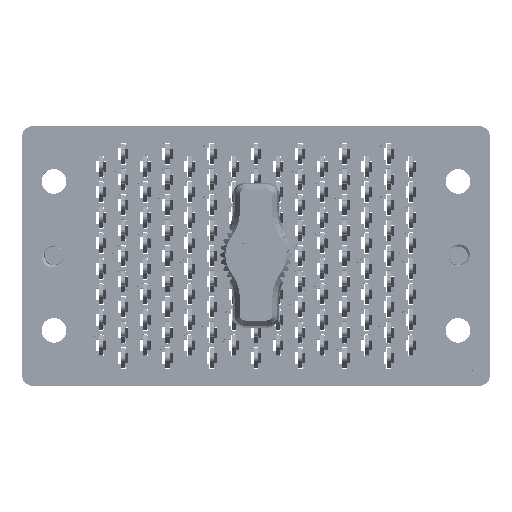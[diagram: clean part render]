
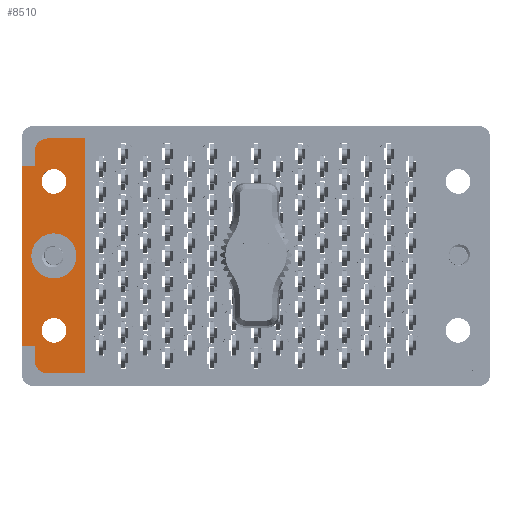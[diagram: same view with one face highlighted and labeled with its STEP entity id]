
A CAD part, top view. The second image highlights one B-rep face of the part: STEP entity #8510.
In plain terms, the highlighted planar face has unit normal (0, 0, 1).
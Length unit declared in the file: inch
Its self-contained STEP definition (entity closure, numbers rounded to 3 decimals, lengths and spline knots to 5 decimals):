
#719 = VECTOR ( 'NONE', #13333, 39.37008 ) ;
#4707 = CARTESIAN_POINT ( 'NONE',  ( -1.1875, -0.4375, -0.117 ) ) ;
#4954 = VERTEX_POINT ( 'NONE', #94284 ) ;
#6437 = CARTESIAN_POINT ( 'NONE',  ( -1.1875, -0.4375, -0.117 ) ) ;
#8510 = ADVANCED_FACE ( 'NONE', ( #85905, #14087, #98615, #43662 ), #8511, .T. ) ;
#8511 = PLANE ( 'NONE',  #111667 ) ;
#8804 = DIRECTION ( 'NONE',  ( 0., 0., 1. ) ) ;
#8903 = VERTEX_POINT ( 'NONE', #98912 ) ;
#12674 = CARTESIAN_POINT ( 'NONE',  ( -1.26, -0.4375, -0.117 ) ) ;
#13333 = DIRECTION ( 'NONE',  ( 0., -1., 0. ) ) ;
#13430 = EDGE_CURVE ( 'NONE', #84348, #8903, #18609, .T. ) ;
#14087 = FACE_BOUND ( 'NONE', #35215, .T. ) ;
#14495 = ORIENTED_EDGE ( 'NONE', *, *, #67887, .T. ) ;
#15521 = DIRECTION ( 'NONE',  ( 1., 0., 0. ) ) ;
#16903 = ORIENTED_EDGE ( 'NONE', *, *, #74570, .F. ) ;
#17935 = CARTESIAN_POINT ( 'NONE',  ( -1.005, 0.7625, -0.117 ) ) ;
#18609 = CIRCLE ( 'NONE', #47248, 0.0725 ) ;
#19751 = VECTOR ( 'NONE', #81772, 39.37008 ) ;
#19845 = DIRECTION ( 'NONE',  ( 0., 0., 1. ) ) ;
#21298 = ORIENTED_EDGE ( 'NONE', *, *, #65968, .F. ) ;
#21737 = ORIENTED_EDGE ( 'NONE', *, *, #96129, .F. ) ;
#22685 = CARTESIAN_POINT ( 'NONE',  ( -1.32, 0., -0.117 ) ) ;
#23192 = DIRECTION ( 'NONE',  ( 1., 0., 0. ) ) ;
#23293 = DIRECTION ( 'NONE',  ( 1., 0., 0. ) ) ;
#23594 = ORIENTED_EDGE ( 'NONE', *, *, #13430, .F. ) ;
#23666 = DIRECTION ( 'NONE',  ( 0., 0., 1. ) ) ;
#23968 = VERTEX_POINT ( 'NONE', #97642 ) ;
#24394 = VERTEX_POINT ( 'NONE', #22685 ) ;
#24611 = LINE ( 'NONE', #57436, #719 ) ;
#25155 = DIRECTION ( 'NONE',  ( 1., 0., 0. ) ) ;
#27935 = DIRECTION ( 'NONE',  ( -1., 0., 0. ) ) ;
#28218 = CARTESIAN_POINT ( 'NONE',  ( -1.3, -0.615, -0.117 ) ) ;
#28407 = EDGE_CURVE ( 'NONE', #56186, #56937, #111092, .T. ) ;
#29183 = CARTESIAN_POINT ( 'NONE',  ( -1.1875, 0., -0.117 ) ) ;
#29581 = VERTEX_POINT ( 'NONE', #12674 ) ;
#30163 = VERTEX_POINT ( 'NONE', #30612 ) ;
#30612 = CARTESIAN_POINT ( 'NONE',  ( -1.225, -0.69, -0.117 ) ) ;
#31623 = LINE ( 'NONE', #17935, #45640 ) ;
#31649 = DIRECTION ( 'NONE',  ( 1., 0., 0. ) ) ;
#35215 = EDGE_LOOP ( 'NONE', ( #72615, #64410 ) ) ;
#36397 = AXIS2_PLACEMENT_3D ( 'NONE', #29183, #75577, #65037 ) ;
#36668 = EDGE_CURVE ( 'NONE', #29581, #4954, #97000, .T. ) ;
#37764 = CARTESIAN_POINT ( 'NONE',  ( -1.375, -0.5285, -0.117 ) ) ;
#37960 = CIRCLE ( 'NONE', #36397, 0.1325 ) ;
#40866 = CARTESIAN_POINT ( 'NONE',  ( -1.225, 0.69, -0.117 ) ) ;
#41246 = VERTEX_POINT ( 'NONE', #104652 ) ;
#42457 = ORIENTED_EDGE ( 'NONE', *, *, #105981, .T. ) ;
#42987 = AXIS2_PLACEMENT_3D ( 'NONE', #106779, #8804, #105992 ) ;
#43443 = ORIENTED_EDGE ( 'NONE', *, *, #107404, .F. ) ;
#43585 = CARTESIAN_POINT ( 'NONE',  ( -1.3, 0.615, -0.117 ) ) ;
#43662 = FACE_OUTER_BOUND ( 'NONE', #58800, .T. ) ;
#45640 = VECTOR ( 'NONE', #72208, 39.37008 ) ;
#46275 = VECTOR ( 'NONE', #101113, 39.37008 ) ;
#47181 = LINE ( 'NONE', #97233, #73880 ) ;
#47188 = EDGE_LOOP ( 'NONE', ( #43443, #21298 ) ) ;
#47248 = AXIS2_PLACEMENT_3D ( 'NONE', #104053, #104826, #31649 ) ;
#48129 = VERTEX_POINT ( 'NONE', #37764 ) ;
#48652 = CIRCLE ( 'NONE', #65753, 0.075 ) ;
#49598 = CARTESIAN_POINT ( 'NONE',  ( -1.1875, 0.4375, -0.117 ) ) ;
#50496 = EDGE_CURVE ( 'NONE', #4954, #29581, #97257, .T. ) ;
#52673 = AXIS2_PLACEMENT_3D ( 'NONE', #49598, #103116, #113727 ) ;
#53043 = EDGE_CURVE ( 'NONE', #8903, #84348, #93950, .T. ) ;
#54394 = AXIS2_PLACEMENT_3D ( 'NONE', #96187, #23666, #23293 ) ;
#54914 = EDGE_CURVE ( 'NONE', #81448, #56186, #78633, .T. ) ;
#55785 = EDGE_CURVE ( 'NONE', #41246, #81448, #81511, .T. ) ;
#56186 = VERTEX_POINT ( 'NONE', #43585 ) ;
#56460 = CARTESIAN_POINT ( 'NONE',  ( -1.375, -0.7625, -0.117 ) ) ;
#56937 = VERTEX_POINT ( 'NONE', #62343 ) ;
#57436 = CARTESIAN_POINT ( 'NONE',  ( -1.375, 0.7625, -0.117 ) ) ;
#57693 = CARTESIAN_POINT ( 'NONE',  ( -1.26, 0.4375, -0.117 ) ) ;
#58800 = EDGE_LOOP ( 'NONE', ( #101239, #70543, #78699, #14495, #104036, #16903, #66289, #65246, #21737, #42457 ) ) ;
#59026 = DIRECTION ( 'NONE',  ( 0., 0., 1. ) ) ;
#59180 = LINE ( 'NONE', #73087, #19751 ) ;
#62343 = CARTESIAN_POINT ( 'NONE',  ( -1.3, 0.5285, -0.117 ) ) ;
#62391 = CARTESIAN_POINT ( 'NONE',  ( -1.055, 0., -0.117 ) ) ;
#62920 = DIRECTION ( 'NONE',  ( -1., 0., 0. ) ) ;
#64410 = ORIENTED_EDGE ( 'NONE', *, *, #50496, .F. ) ;
#65037 = DIRECTION ( 'NONE',  ( 1., 0., 0. ) ) ;
#65126 = DIRECTION ( 'NONE',  ( 1., 0., 0. ) ) ;
#65246 = ORIENTED_EDGE ( 'NONE', *, *, #67470, .T. ) ;
#65753 = AXIS2_PLACEMENT_3D ( 'NONE', #102369, #59026, #23192 ) ;
#65968 = EDGE_CURVE ( 'NONE', #24394, #111021, #113801, .T. ) ;
#66289 = ORIENTED_EDGE ( 'NONE', *, *, #103977, .T. ) ;
#67470 = EDGE_CURVE ( 'NONE', #109473, #30163, #48652, .T. ) ;
#67887 = EDGE_CURVE ( 'NONE', #56937, #91868, #47181, .T. ) ;
#67999 = LINE ( 'NONE', #82616, #107449 ) ;
#69378 = DIRECTION ( 'NONE',  ( 0., 0., 1. ) ) ;
#70543 = ORIENTED_EDGE ( 'NONE', *, *, #54914, .T. ) ;
#70548 = VECTOR ( 'NONE', #104908, 39.37008 ) ;
#70925 = EDGE_LOOP ( 'NONE', ( #23594, #110771 ) ) ;
#72208 = DIRECTION ( 'NONE',  ( 0., 1., 0. ) ) ;
#72615 = ORIENTED_EDGE ( 'NONE', *, *, #36668, .F. ) ;
#72776 = DIRECTION ( 'NONE',  ( 0., -1., 0. ) ) ;
#73087 = CARTESIAN_POINT ( 'NONE',  ( 0., -0.5285, -0.117 ) ) ;
#73880 = VECTOR ( 'NONE', #62920, 39.37008 ) ;
#73933 = CARTESIAN_POINT ( 'NONE',  ( 0., 0.69, -0.117 ) ) ;
#74570 = EDGE_CURVE ( 'NONE', #98681, #48129, #59180, .T. ) ;
#75577 = DIRECTION ( 'NONE',  ( 0., 0., 1. ) ) ;
#75821 = CARTESIAN_POINT ( 'NONE',  ( -1.3, 0., -0.117 ) ) ;
#78633 = CIRCLE ( 'NONE', #42987, 0.075 ) ;
#78653 = VECTOR ( 'NONE', #27935, 39.37008 ) ;
#78699 = ORIENTED_EDGE ( 'NONE', *, *, #28407, .T. ) ;
#81448 = VERTEX_POINT ( 'NONE', #40866 ) ;
#81511 = LINE ( 'NONE', #73933, #78653 ) ;
#81772 = DIRECTION ( 'NONE',  ( -1., 0., 0. ) ) ;
#82616 = CARTESIAN_POINT ( 'NONE',  ( -1.3, 0., -0.117 ) ) ;
#84348 = VERTEX_POINT ( 'NONE', #57693 ) ;
#85905 = FACE_BOUND ( 'NONE', #70925, .T. ) ;
#86645 = EDGE_CURVE ( 'NONE', #91868, #48129, #24611, .T. ) ;
#86829 = CARTESIAN_POINT ( 'NONE',  ( 0., -0.69, -0.117 ) ) ;
#88357 = AXIS2_PLACEMENT_3D ( 'NONE', #4707, #106614, #25155 ) ;
#91868 = VERTEX_POINT ( 'NONE', #109930 ) ;
#93950 = CIRCLE ( 'NONE', #52673, 0.0725 ) ;
#94284 = CARTESIAN_POINT ( 'NONE',  ( -1.115, -0.4375, -0.117 ) ) ;
#96129 = EDGE_CURVE ( 'NONE', #23968, #30163, #98765, .T. ) ;
#96187 = CARTESIAN_POINT ( 'NONE',  ( -1.1875, 0., -0.117 ) ) ;
#97000 = CIRCLE ( 'NONE', #88357, 0.0725 ) ;
#97233 = CARTESIAN_POINT ( 'NONE',  ( 0., 0.5285, -0.117 ) ) ;
#97257 = CIRCLE ( 'NONE', #101472, 0.0725 ) ;
#97642 = CARTESIAN_POINT ( 'NONE',  ( -1.005, -0.69, -0.117 ) ) ;
#98615 = FACE_BOUND ( 'NONE', #47188, .T. ) ;
#98681 = VERTEX_POINT ( 'NONE', #102242 ) ;
#98765 = LINE ( 'NONE', #86829, #70548 ) ;
#98912 = CARTESIAN_POINT ( 'NONE',  ( -1.115, 0.4375, -0.117 ) ) ;
#101113 = DIRECTION ( 'NONE',  ( 0., -1., 0. ) ) ;
#101239 = ORIENTED_EDGE ( 'NONE', *, *, #55785, .T. ) ;
#101472 = AXIS2_PLACEMENT_3D ( 'NONE', #6437, #69378, #15521 ) ;
#102242 = CARTESIAN_POINT ( 'NONE',  ( -1.3, -0.5285, -0.117 ) ) ;
#102369 = CARTESIAN_POINT ( 'NONE',  ( -1.225, -0.615, -0.117 ) ) ;
#103116 = DIRECTION ( 'NONE',  ( 0., 0., 1. ) ) ;
#103977 = EDGE_CURVE ( 'NONE', #98681, #109473, #67999, .T. ) ;
#104036 = ORIENTED_EDGE ( 'NONE', *, *, #86645, .T. ) ;
#104053 = CARTESIAN_POINT ( 'NONE',  ( -1.1875, 0.4375, -0.117 ) ) ;
#104652 = CARTESIAN_POINT ( 'NONE',  ( -1.005, 0.69, -0.117 ) ) ;
#104826 = DIRECTION ( 'NONE',  ( 0., 0., 1. ) ) ;
#104908 = DIRECTION ( 'NONE',  ( -1., 0., 0. ) ) ;
#105981 = EDGE_CURVE ( 'NONE', #23968, #41246, #31623, .T. ) ;
#105992 = DIRECTION ( 'NONE',  ( 1., 0., 0. ) ) ;
#106614 = DIRECTION ( 'NONE',  ( 0., 0., 1. ) ) ;
#106779 = CARTESIAN_POINT ( 'NONE',  ( -1.225, 0.615, -0.117 ) ) ;
#107404 = EDGE_CURVE ( 'NONE', #111021, #24394, #37960, .T. ) ;
#107449 = VECTOR ( 'NONE', #72776, 39.37008 ) ;
#109473 = VERTEX_POINT ( 'NONE', #28218 ) ;
#109930 = CARTESIAN_POINT ( 'NONE',  ( -1.375, 0.5285, -0.117 ) ) ;
#110771 = ORIENTED_EDGE ( 'NONE', *, *, #53043, .F. ) ;
#111021 = VERTEX_POINT ( 'NONE', #62391 ) ;
#111092 = LINE ( 'NONE', #75821, #46275 ) ;
#111667 = AXIS2_PLACEMENT_3D ( 'NONE', #56460, #19845, #65126 ) ;
#113727 = DIRECTION ( 'NONE',  ( 1., 0., 0. ) ) ;
#113801 = CIRCLE ( 'NONE', #54394, 0.1325 ) ;
